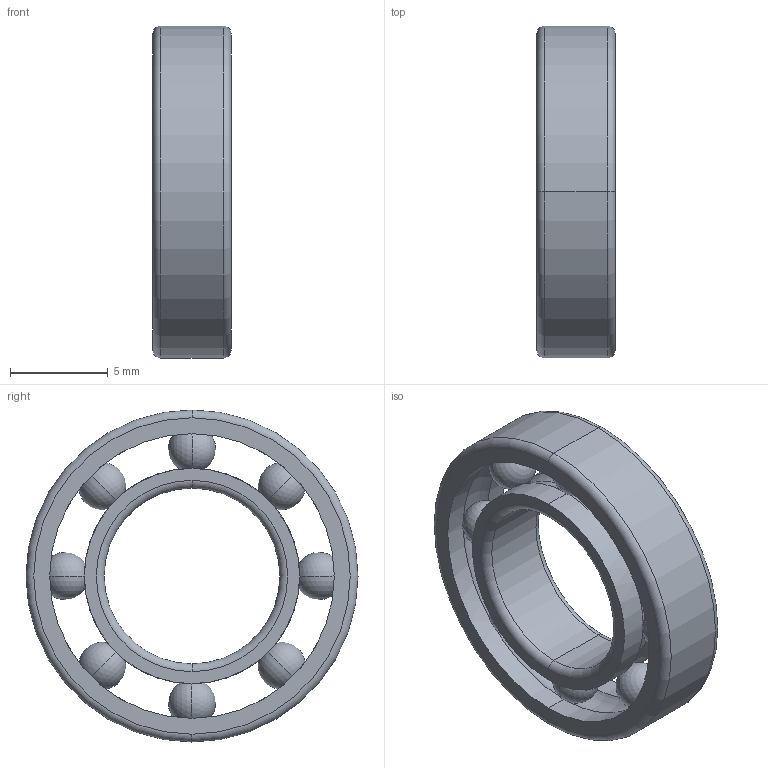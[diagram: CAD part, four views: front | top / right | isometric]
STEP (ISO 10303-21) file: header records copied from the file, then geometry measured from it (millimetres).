
FILE_DESCRIPTION (( 'STEP AP203' ), '1' );
FILE_NAME ('Roulement type BC 9x17x4_Défaut_sldprt.STEP', '2017-12-12T20:32:45', ( '' ), ( '' ), 'SwSTEP 2.0', 'SolidWorks 2016', '' );
FILE_SCHEMA (( 'CONFIG_CONTROL_DESIGN' ));
Length unit declared in the file: millimetre
Products named in the file (1): Roulement type BC 9x17x4_Défaut_sldprt
Bounding box: 4 x 17 x 17 mm (x, y, z)
Volume: 392.6 mm3; surface area: 938.7 mm2
Topology: 1 solids, 1 shells, 64 faces, 276 edges, 184 vertices
Faces by surface type: torus 32, sphere 16, cylinder 12, plane 4
Entity records: 2913 total; most frequent: CARTESIAN_POINT 973, ORIENTED_EDGE 456, DIRECTION 350, EDGE_CURVE 228, AXIS2_PLACEMENT_3D 169, VERTEX_POINT 152, B_SPLINE_CURVE_WITH_KNOTS 112, CIRCLE 104
